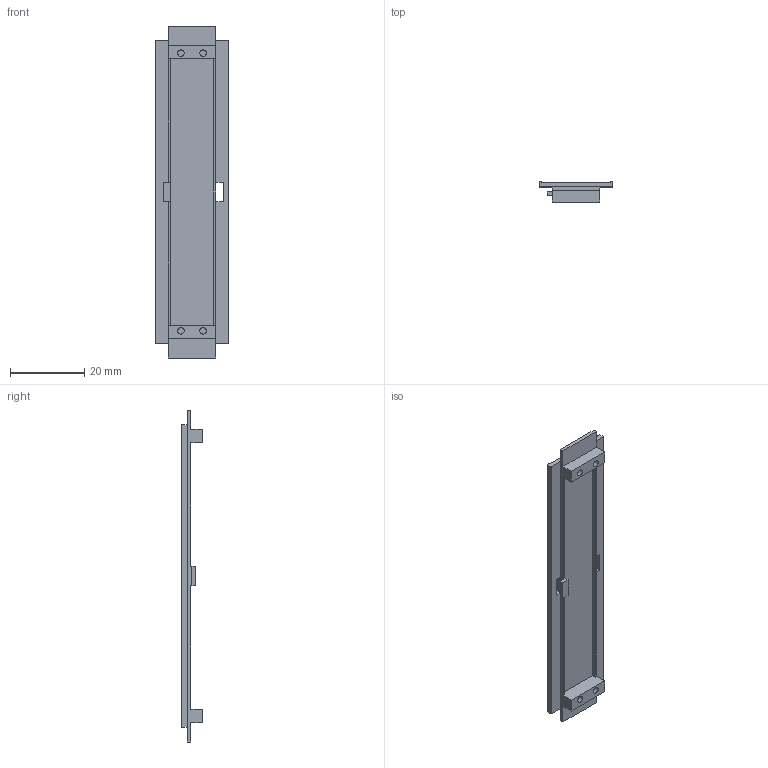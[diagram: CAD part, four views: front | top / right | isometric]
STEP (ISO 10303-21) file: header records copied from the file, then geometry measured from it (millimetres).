
FILE_DESCRIPTION((''),'2;1');
FILE_NAME('0906_DIN_insert_D20_55mm_height.stp', '2008-06-03T11:26:41',('User'),('SDRC'),'I-DEAS Master Series 9','UNIX', 'Yes');
FILE_SCHEMA(('AUTOMOTIVE_DESIGN { 1 0 10303 214 1 1 1 1 }'));
Length unit declared in the file: millimetre
Products named in the file (1): 0906_DIN_insert_D20_55mm_height
Bounding box: 19.95 x 5.6 x 89.72 mm (x, y, z)
Volume: 2518.8 mm3; surface area: 4528.8 mm2
Topology: 1 solids, 1 shells, 50 faces, 134 edges, 88 vertices
Faces by surface type: bspline 50
Entity records: 1503 total; most frequent: CARTESIAN_POINT 637, ORIENTED_EDGE 268, EDGE_CURVE 134, VERTEX_POINT 88, QUASI_UNIFORM_CURVE 74, EDGE_LOOP 56, B_SPLINE_CURVE_WITH_KNOTS 52, FACE_OUTER_BOUND 50
